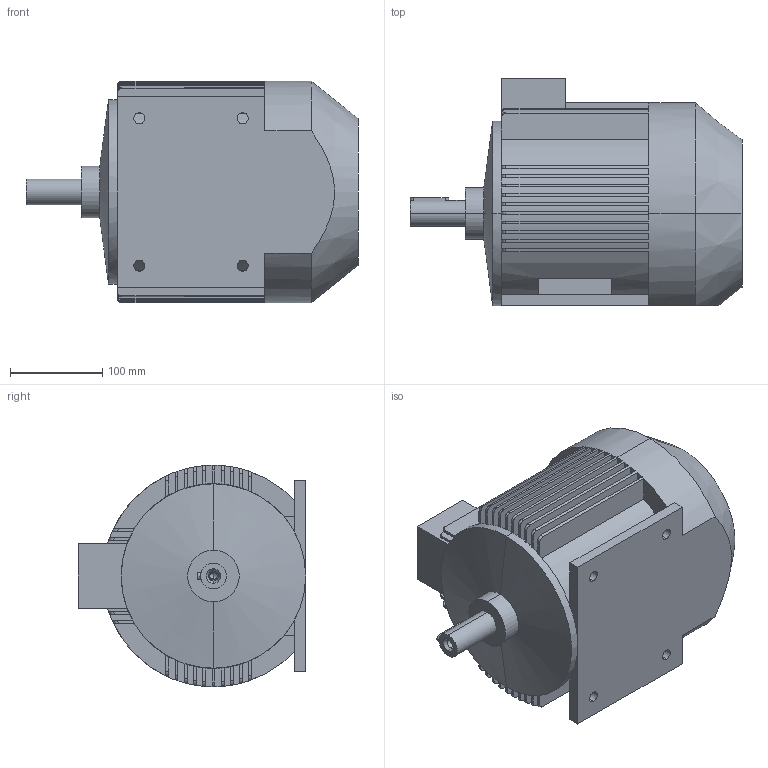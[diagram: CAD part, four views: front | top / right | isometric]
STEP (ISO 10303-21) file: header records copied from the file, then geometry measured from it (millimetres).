
FILE_DESCRIPTION (( 'STEP AP203' ), '1' );
FILE_NAME ('Ýëåêòðîäâèãàòåëü ÀÈÐ100S2,4.STEP', '2012-10-02T06:45:46', ( 'Áîðèñ' ), ( '' ), 'SwSTEP 2.0', 'SolidWorks 2010', '' );
FILE_SCHEMA (( 'CONFIG_CONTROL_DESIGN' ));
Length unit declared in the file: millimetre
Products named in the file (1): Ýëåêòðîäâèãàòåëü ÀÈÐ100S2,4
Bounding box: 360 x 246.5 x 240 mm (x, y, z)
Volume: 9830904.3 mm3; surface area: 549638.6 mm2
Topology: 1 solids, 1 shells, 279 faces, 733 edges, 456 vertices
Faces by surface type: plane 188, cylinder 59, torus 22, cone 10
Entity records: 9443 total; most frequent: CARTESIAN_POINT 2378, DIRECTION 1506, ORIENTED_EDGE 1462, EDGE_CURVE 731, AXIS2_PLACEMENT_3D 544, VERTEX_POINT 456, LINE 418, VECTOR 418
